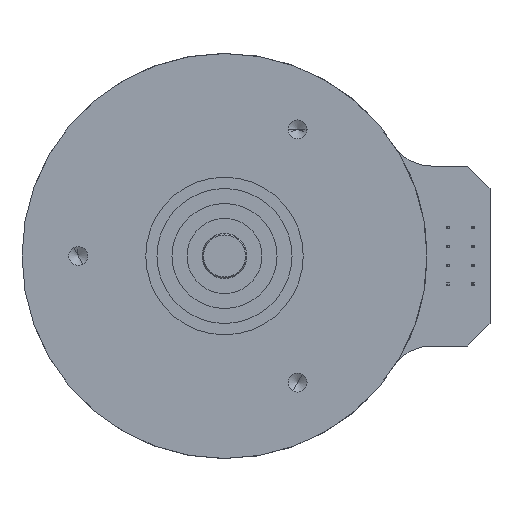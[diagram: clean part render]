
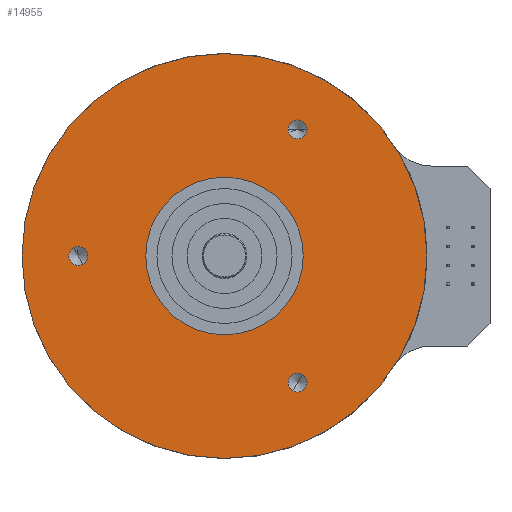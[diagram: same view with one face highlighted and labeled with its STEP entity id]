
A CAD part, left-side view. The second image highlights one B-rep face of the part: STEP entity #14955.
In plain terms, the highlighted planar face has unit normal (-1, 0, 0).
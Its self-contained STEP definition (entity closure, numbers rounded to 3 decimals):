
#6774=CARTESIAN_POINT('',(0.,0.,0.));
#6775=DIRECTION('',(-1.,0.,0.));
#6776=DIRECTION('',(0.,1.,0.));
#6777=AXIS2_PLACEMENT_3D('',#6774,#6775,#6776);
#6782=CARTESIAN_POINT('',(0.,0.,0.));
#6783=DIRECTION('',(1.,0.,0.));
#6784=DIRECTION('',(0.,1.,0.));
#6785=AXIS2_PLACEMENT_3D('',#6782,#6783,#6784);
#6790=CARTESIAN_POINT('',(0.,-16.25,28.146));
#6791=DIRECTION('',(-1.,0.,0.));
#6792=DIRECTION('',(0.,1.,0.));
#6793=AXIS2_PLACEMENT_3D('',#6790,#6791,#6792);
#6798=CARTESIAN_POINT('',(0.,-16.25,28.146));
#6799=DIRECTION('',(-1.,0.,0.));
#6800=DIRECTION('',(0.,-1.,0.));
#6801=AXIS2_PLACEMENT_3D('',#6798,#6799,#6800);
#6806=CARTESIAN_POINT('',(0.,-16.25,-28.146));
#6807=DIRECTION('',(-1.,0.,0.));
#6808=DIRECTION('',(0.,-0.5,0.866));
#6809=AXIS2_PLACEMENT_3D('',#6806,#6807,#6808);
#6814=CARTESIAN_POINT('',(0.,-16.25,-28.146));
#6815=DIRECTION('',(-1.,0.,0.));
#6816=DIRECTION('',(0.,0.5,-0.866));
#6817=AXIS2_PLACEMENT_3D('',#6814,#6815,#6816);
#6822=CARTESIAN_POINT('',(0.,32.5,0.));
#6823=DIRECTION('',(-1.,0.,0.));
#6824=DIRECTION('',(0.,-0.5,-0.866));
#6825=AXIS2_PLACEMENT_3D('',#6822,#6823,#6824);
#6830=CARTESIAN_POINT('',(0.,32.5,0.));
#6831=DIRECTION('',(-1.,0.,0.));
#6832=DIRECTION('',(0.,0.5,0.866));
#6833=AXIS2_PLACEMENT_3D('',#6830,#6831,#6832);
#6838=CARTESIAN_POINT('',(0.,0.,0.));
#6839=DIRECTION('',(1.,0.,0.));
#6840=DIRECTION('',(0.,1.,0.));
#6841=AXIS2_PLACEMENT_3D('',#6838,#6839,#6840);
#6860=CARTESIAN_POINT('',(0.,0.,0.));
#6861=DIRECTION('',(-1.,0.,0.));
#6862=DIRECTION('',(0.,1.,0.));
#6863=AXIS2_PLACEMENT_3D('',#6860,#6861,#6862);
#7292=CARTESIAN_POINT('',(0.,-14.15,28.146));
#7293=VERTEX_POINT('',#7292);
#7294=CARTESIAN_POINT('',(0.,-18.35,28.146));
#7295=VERTEX_POINT('',#7294);
#7302=CARTESIAN_POINT('',(0.,-17.3,-26.327));
#7303=VERTEX_POINT('',#7302);
#7304=CARTESIAN_POINT('',(0.,-15.2,-29.964));
#7305=VERTEX_POINT('',#7304);
#7312=CARTESIAN_POINT('',(0.,31.45,-1.819));
#7313=VERTEX_POINT('',#7312);
#7314=CARTESIAN_POINT('',(0.,33.55,1.819));
#7315=VERTEX_POINT('',#7314);
#8278=CARTESIAN_POINT('',(0.,17.5,0.));
#8280=VERTEX_POINT('',#8278);
#8282=CARTESIAN_POINT('',(0.,-17.5,0.));
#8284=VERTEX_POINT('',#8282);
#8287=CARTESIAN_POINT('',(0.,45.,0.));
#8289=VERTEX_POINT('',#8287);
#8290=CARTESIAN_POINT('',(0.,-45.,0.));
#8291=VERTEX_POINT('',#8290);
#14922=CARTESIAN_POINT('',(0.,0.,0.));
#14923=DIRECTION('',(1.,0.,0.));
#14924=DIRECTION('',(0.,-1.,0.));
#14925=AXIS2_PLACEMENT_3D('',#14922,#14923,#14924);
#14926=PLANE('',#14925);
#14927=ORIENTED_EDGE('',*,*,#14901,.F.);
#14928=ORIENTED_EDGE('',*,*,#14915,.T.);
#14929=EDGE_LOOP('',(#14927,#14928));
#14930=FACE_OUTER_BOUND('',#14929,.F.);
#14932=ORIENTED_EDGE('',*,*,#14931,.F.);
#14934=ORIENTED_EDGE('',*,*,#14933,.T.);
#14935=EDGE_LOOP('',(#14932,#14934));
#14936=FACE_BOUND('',#14935,.F.);
#14938=ORIENTED_EDGE('',*,*,#14937,.T.);
#14940=ORIENTED_EDGE('',*,*,#14939,.T.);
#14941=EDGE_LOOP('',(#14938,#14940));
#14942=FACE_BOUND('',#14941,.F.);
#14944=ORIENTED_EDGE('',*,*,#14943,.T.);
#14946=ORIENTED_EDGE('',*,*,#14945,.T.);
#14947=EDGE_LOOP('',(#14944,#14946));
#14948=FACE_BOUND('',#14947,.F.);
#14950=ORIENTED_EDGE('',*,*,#14949,.T.);
#14952=ORIENTED_EDGE('',*,*,#14951,.T.);
#14953=EDGE_LOOP('',(#14950,#14952));
#14954=FACE_BOUND('',#14953,.F.);
#14955=ADVANCED_FACE('',(#14930,#14936,#14942,#14948,#14954),#14926,.F.);
#6778=CIRCLE('',#6777,45.);
#6786=CIRCLE('',#6785,45.);
#6794=CIRCLE('',#6793,2.1);
#6802=CIRCLE('',#6801,2.1);
#6810=CIRCLE('',#6809,2.1);
#6818=CIRCLE('',#6817,2.1);
#6826=CIRCLE('',#6825,2.1);
#6834=CIRCLE('',#6833,2.1);
#6842=CIRCLE('',#6841,17.5);
#6864=CIRCLE('',#6863,17.5);
#14901=EDGE_CURVE('',#8289,#8291,#6778,.T.);
#14915=EDGE_CURVE('',#8289,#8291,#6786,.T.);
#14931=EDGE_CURVE('',#8280,#8284,#6842,.T.);
#14933=EDGE_CURVE('',#8280,#8284,#6864,.T.);
#14937=EDGE_CURVE('',#7293,#7295,#6794,.T.);
#14939=EDGE_CURVE('',#7295,#7293,#6802,.T.);
#14943=EDGE_CURVE('',#7303,#7305,#6810,.T.);
#14945=EDGE_CURVE('',#7305,#7303,#6818,.T.);
#14949=EDGE_CURVE('',#7313,#7315,#6826,.T.);
#14951=EDGE_CURVE('',#7315,#7313,#6834,.T.);
